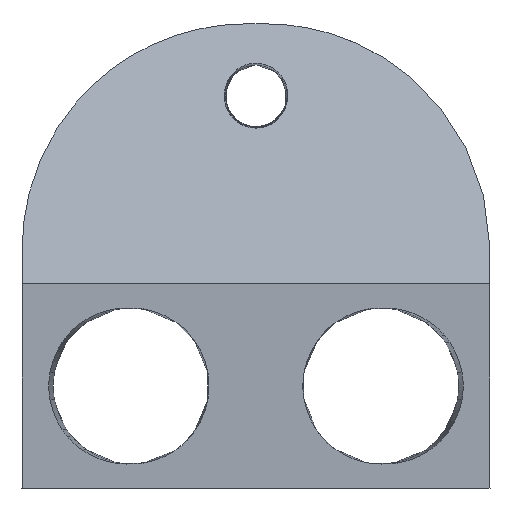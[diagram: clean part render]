
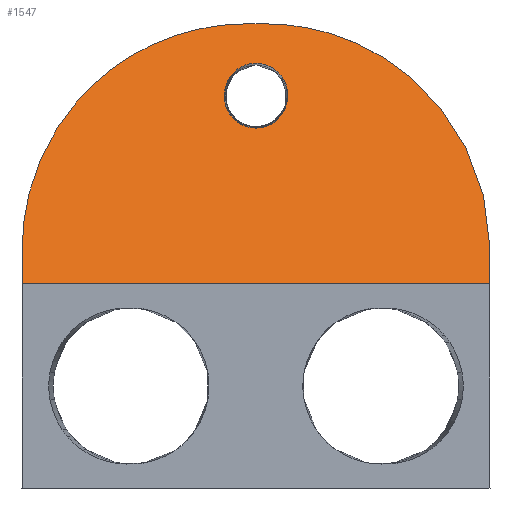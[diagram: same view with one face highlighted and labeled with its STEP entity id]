
A CAD part, left-side view. The second image highlights one B-rep face of the part: STEP entity #1547.
In plain terms, the highlighted planar face has unit normal (-0.707, 0, 0.707).
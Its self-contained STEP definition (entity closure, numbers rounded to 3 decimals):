
#27=FACE_BOUND('',#420,.T.);
#33=PLANE('',#1679);
#135=LINE('',#2892,#242);
#143=LINE('',#2976,#250);
#147=LINE('',#2983,#254);
#148=LINE('',#2988,#255);
#242=VECTOR('',#1896,1.);
#250=VECTOR('',#1968,1.);
#254=VECTOR('',#1974,1.);
#255=VECTOR('',#1981,1.);
#332=FACE_OUTER_BOUND('',#419,.T.);
#419=EDGE_LOOP('',(#1327,#1328,#1329,#1330,#1331,#1332));
#420=EDGE_LOOP('',(#1333,#1334));
#497=ELLIPSE('',#1591,1.202,0.85);
#574=ELLIPSE('',#1680,8.485,6.);
#575=ELLIPSE('',#1681,8.485,6.);
#576=ELLIPSE('',#1682,1.192,0.85);
#577=VERTEX_POINT('',#2085);
#578=VERTEX_POINT('',#2086);
#700=VERTEX_POINT('',#2888);
#702=VERTEX_POINT('',#2891);
#731=VERTEX_POINT('',#2974);
#732=VERTEX_POINT('',#2979);
#733=VERTEX_POINT('',#2981);
#734=VERTEX_POINT('',#2986);
#735=EDGE_CURVE('',#577,#578,#497,.T.);
#905=EDGE_CURVE('',#702,#700,#135,.T.);
#941=EDGE_CURVE('',#731,#700,#143,.T.);
#945=EDGE_CURVE('',#733,#732,#147,.T.);
#946=EDGE_CURVE('',#731,#732,#574,.T.);
#947=EDGE_CURVE('',#733,#734,#575,.T.);
#948=EDGE_CURVE('',#702,#734,#148,.T.);
#949=EDGE_CURVE('',#578,#577,#576,.T.);
#1327=ORIENTED_EDGE('',*,*,#941,.F.);
#1328=ORIENTED_EDGE('',*,*,#946,.T.);
#1329=ORIENTED_EDGE('',*,*,#945,.F.);
#1330=ORIENTED_EDGE('',*,*,#947,.T.);
#1331=ORIENTED_EDGE('',*,*,#948,.F.);
#1332=ORIENTED_EDGE('',*,*,#905,.T.);
#1333=ORIENTED_EDGE('',*,*,#735,.T.);
#1334=ORIENTED_EDGE('',*,*,#949,.T.);
#1547=ADVANCED_FACE('',(#332,#27),#33,.T.);
#1591=AXIS2_PLACEMENT_3D('',#2087,#1716,#1717);
#1679=AXIS2_PLACEMENT_3D('',#2984,#1975,#1976);
#1680=AXIS2_PLACEMENT_3D('',#2985,#1977,#1978);
#1681=AXIS2_PLACEMENT_3D('',#2987,#1979,#1980);
#1682=AXIS2_PLACEMENT_3D('',#2989,#1982,#1983);
#1716=DIRECTION('center_axis',(0.707,0.,
-0.707));
#1717=DIRECTION('ref_axis',(-0.707,0.,-0.707));
#1896=DIRECTION('',(0.,-1.,0.));
#1968=DIRECTION('',(-0.707,-0.005,-0.707));
#1974=DIRECTION('',(0.,-1.,0.));
#1975=DIRECTION('center_axis',(-0.707,0.,
0.707));
#1976=DIRECTION('ref_axis',(0.707,0.,0.707));
#1977=DIRECTION('center_axis',(-0.707,0.,
0.707));
#1978=DIRECTION('ref_axis',(-0.707,-0.009,-0.707));
#1979=DIRECTION('center_axis',(-0.707,0.,
0.707));
#1980=DIRECTION('ref_axis',(0.707,-0.009,0.707));
#1981=DIRECTION('',(0.707,-0.005,0.707));
#1982=DIRECTION('center_axis',(0.707,0.,
-0.707));
#1983=DIRECTION('ref_axis',(-0.707,0.,-0.707));
#2085=CARTESIAN_POINT('',(-3.528,-0.85,4.774));
#2086=CARTESIAN_POINT('',(-3.528,0.85,4.774));
#2087=CARTESIAN_POINT('Origin',(-3.554,0.,
4.748));
#2888=CARTESIAN_POINT('',(-8.598,-6.299,-0.296));
#2891=CARTESIAN_POINT('',(-8.598,6.299,-0.296));
#2892=CARTESIAN_POINT('',(-8.598,-0.001,-0.296));
#2974=CARTESIAN_POINT('',(-7.598,-6.293,0.704));
#2976=CARTESIAN_POINT('',(-4.153,-6.27,4.149));
#2979=CARTESIAN_POINT('',(-1.598,-0.253,6.704));
#2981=CARTESIAN_POINT('',(-1.598,0.253,6.704));
#2983=CARTESIAN_POINT('',(-1.598,-0.001,6.704));
#2984=CARTESIAN_POINT('Origin',(-3.479,-0.001,4.823));
#2985=CARTESIAN_POINT('Origin',(-7.598,-0.293,0.704));
#2986=CARTESIAN_POINT('',(-7.598,6.293,0.704));
#2987=CARTESIAN_POINT('Origin',(-7.598,0.293,0.704));
#2988=CARTESIAN_POINT('',(-4.153,6.27,4.149));
#2989=CARTESIAN_POINT('Origin',(-3.503,0.,
4.799));
